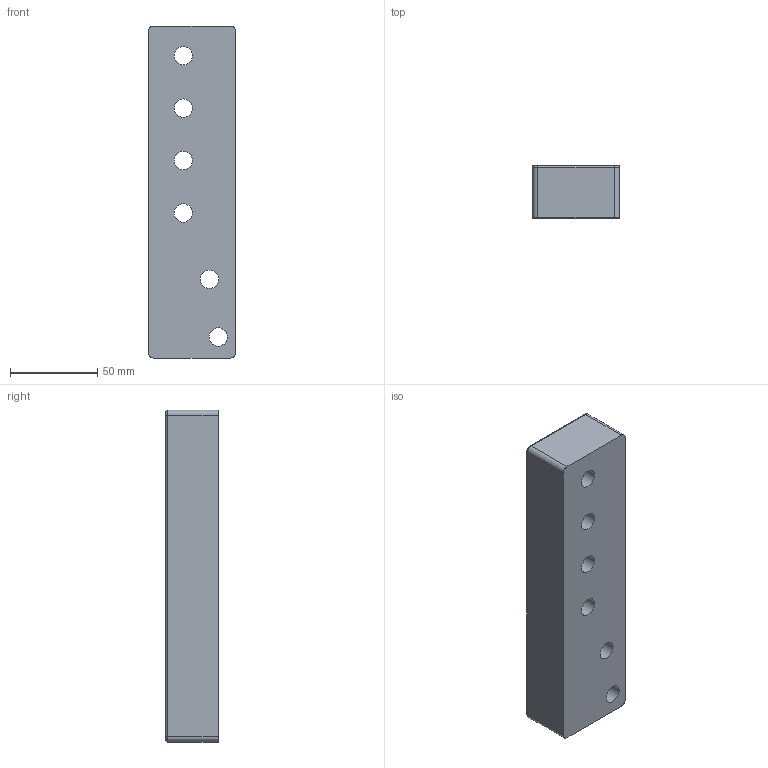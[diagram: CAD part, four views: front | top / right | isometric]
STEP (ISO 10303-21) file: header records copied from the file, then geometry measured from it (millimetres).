
FILE_DESCRIPTION(/* description */ (''),/* implementation_level */ '2;1');
FILE_NAME(/* name */ 'ToolBox.stp',/* time_stamp */ '2024-11-05T23:26:30+03:00',/* author */ ('Makusimu'),/* organization */ (''),/* preprocessor_version */ 'ST-DEVELOPER v20',/* originating_system */ 'Autodesk Inventor 2025',/* authorisation */ '');
FILE_SCHEMA (('AUTOMOTIVE_DESIGN { 1 0 10303 214 3 1 1 }'));
Length unit declared in the file: millimetre
Products named in the file (1): ToolBox
Bounding box: 50 x 30 x 190 mm (x, y, z)
Volume: 228258.1 mm3; surface area: 49139.1 mm2
Topology: 1 solids, 1 shells, 106 faces, 269 edges, 194 vertices
Faces by surface type: plane 46, cylinder 45, torus 15
Full cylindrical faces by diameter (mm): 3 x1, 10.5 x6, 21.9 x1, 28 x1
Entity records: 3185 total; most frequent: DIRECTION 567, CARTESIAN_POINT 547, ORIENTED_EDGE 492, EDGE_CURVE 246, AXIS2_PLACEMENT_3D 210, VERTEX_POINT 152, LINE 147, VECTOR 147
